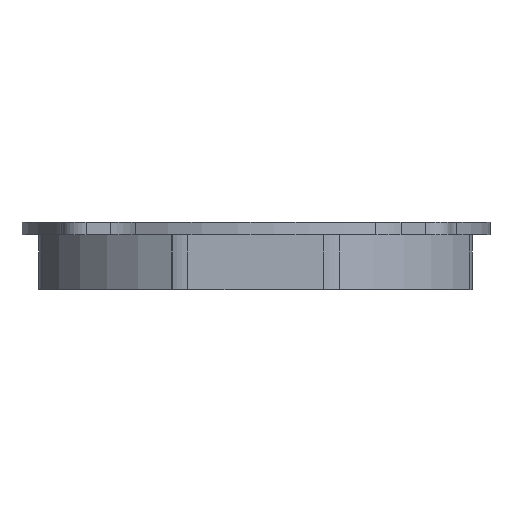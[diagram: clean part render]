
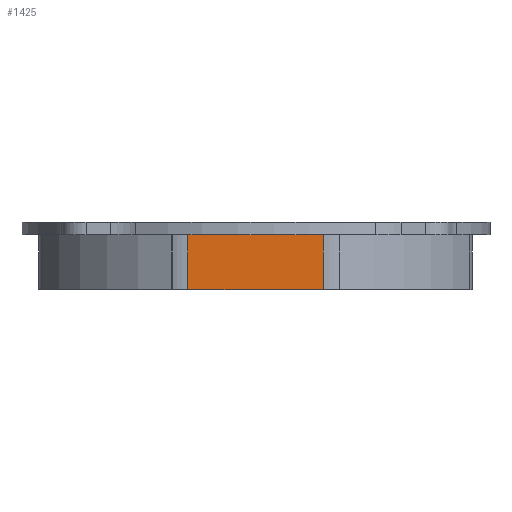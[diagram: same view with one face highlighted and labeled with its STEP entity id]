
A CAD part, front view. The second image highlights one B-rep face of the part: STEP entity #1425.
In plain terms, the highlighted planar face has unit normal (0, -1, 0).
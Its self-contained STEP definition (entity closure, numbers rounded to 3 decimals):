
#30 = DIRECTION ( 'NONE',  ( 0., 1., 0. ) ) ;
#61 = VERTEX_POINT ( 'NONE', #219 ) ;
#162 = CARTESIAN_POINT ( 'NONE',  ( 55., -175.8, 10. ) ) ;
#210 = DIRECTION ( 'NONE',  ( 0., 0., 1. ) ) ;
#219 = CARTESIAN_POINT ( 'NONE',  ( -55., -175.8, 54.5 ) ) ;
#532 = CARTESIAN_POINT ( 'NONE',  ( -55., -175.8, 10. ) ) ;
#585 = VECTOR ( 'NONE', #1748, 1000. ) ;
#871 = CARTESIAN_POINT ( 'NONE',  ( -55., -175.8, 10. ) ) ;
#889 = EDGE_CURVE ( 'NONE', #3078, #2065, #3043, .T. ) ;
#1033 = VECTOR ( 'NONE', #210, 1000. ) ;
#1048 = VECTOR ( 'NONE', #3025, 1000. ) ;
#1178 = EDGE_LOOP ( 'NONE', ( #1479, #1657, #2102, #3445 ) ) ;
#1179 = PLANE ( 'NONE',  #1679 ) ;
#1183 = LINE ( 'NONE', #3209, #585 ) ;
#1349 = VECTOR ( 'NONE', #3380, 1000. ) ;
#1425 = ADVANCED_FACE ( 'NONE', ( #1461 ), #1179, .F. ) ;
#1461 = FACE_OUTER_BOUND ( 'NONE', #1178, .T. ) ;
#1479 = ORIENTED_EDGE ( 'NONE', *, *, #2202, .T. ) ;
#1592 = CARTESIAN_POINT ( 'NONE',  ( 55., -175.8, 54.5 ) ) ;
#1618 = CARTESIAN_POINT ( 'NONE',  ( 55., -175.8, 10. ) ) ;
#1657 = ORIENTED_EDGE ( 'NONE', *, *, #2287, .F. ) ;
#1679 = AXIS2_PLACEMENT_3D ( 'NONE', #3163, #30, #2331 ) ;
#1748 = DIRECTION ( 'NONE',  ( -1., 0., 0. ) ) ;
#2065 = VERTEX_POINT ( 'NONE', #1592 ) ;
#2102 = ORIENTED_EDGE ( 'NONE', *, *, #3351, .F. ) ;
#2202 = EDGE_CURVE ( 'NONE', #2065, #61, #1183, .T. ) ;
#2287 = EDGE_CURVE ( 'NONE', #2400, #61, #3044, .T. ) ;
#2331 = DIRECTION ( 'NONE',  ( 1., 0., 0. ) ) ;
#2400 = VERTEX_POINT ( 'NONE', #871 ) ;
#3025 = DIRECTION ( 'NONE',  ( -1., 0., 0. ) ) ;
#3043 = LINE ( 'NONE', #1618, #1033 ) ;
#3044 = LINE ( 'NONE', #532, #1349 ) ;
#3078 = VERTEX_POINT ( 'NONE', #3298 ) ;
#3163 = CARTESIAN_POINT ( 'NONE',  ( 55., -175.8, 10. ) ) ;
#3209 = CARTESIAN_POINT ( 'NONE',  ( 55., -175.8, 54.5 ) ) ;
#3298 = CARTESIAN_POINT ( 'NONE',  ( 55., -175.8, 10. ) ) ;
#3351 = EDGE_CURVE ( 'NONE', #3078, #2400, #3591, .T. ) ;
#3380 = DIRECTION ( 'NONE',  ( 0., 0., 1. ) ) ;
#3445 = ORIENTED_EDGE ( 'NONE', *, *, #889, .T. ) ;
#3591 = LINE ( 'NONE', #162, #1048 ) ;
